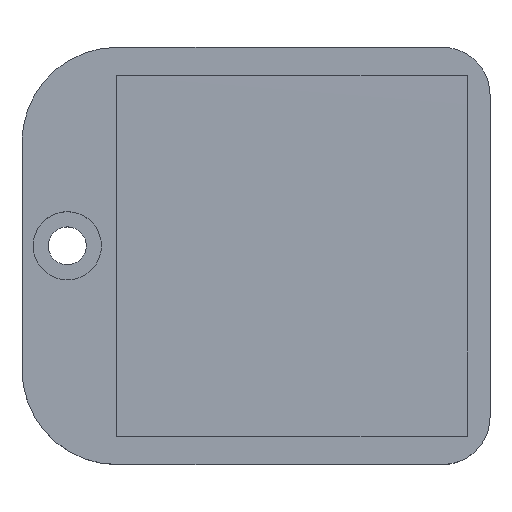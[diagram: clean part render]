
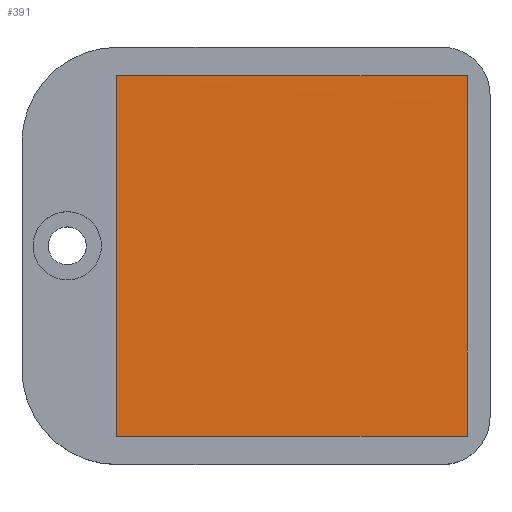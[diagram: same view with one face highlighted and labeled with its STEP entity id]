
A CAD part, top view. The second image highlights one B-rep face of the part: STEP entity #391.
In plain terms, the highlighted planar face has unit normal (0, 0, 1).
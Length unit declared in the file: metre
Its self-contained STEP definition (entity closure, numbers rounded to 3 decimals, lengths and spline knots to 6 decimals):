
#92=ORIENTED_EDGE('',*,*,#167,.T.);
#93=ORIENTED_EDGE('',*,*,#182,.T.);
#94=ORIENTED_EDGE('',*,*,#169,.T.);
#95=ORIENTED_EDGE('',*,*,#151,.F.);
#96=ORIENTED_EDGE('',*,*,#148,.F.);
#97=ORIENTED_EDGE('',*,*,#144,.T.);
#144=EDGE_CURVE('',#197,#198,#233,.T.);
#148=EDGE_CURVE('',#197,#201,#237,.T.);
#151=EDGE_CURVE('',#201,#203,#240,.T.);
#167=EDGE_CURVE('',#198,#217,#256,.T.);
#169=EDGE_CURVE('',#219,#203,#258,.T.);
#182=EDGE_CURVE('',#217,#219,#261,.T.);
#197=VERTEX_POINT('',#581);
#198=VERTEX_POINT('',#582);
#201=VERTEX_POINT('',#590);
#203=VERTEX_POINT('',#596);
#217=VERTEX_POINT('',#629);
#219=VERTEX_POINT('',#634);
#233=LINE('',#580,#274);
#237=LINE('',#589,#278);
#240=LINE('',#595,#281);
#256=LINE('',#631,#297);
#258=LINE('',#633,#299);
#261=LINE('',#653,#302);
#274=VECTOR('',#464,1.);
#278=VECTOR('',#470,1.);
#281=VECTOR('',#475,1.);
#297=VECTOR('',#499,1.);
#299=VECTOR('',#501,1.);
#302=VECTOR('',#530,1.);
#321=EDGE_LOOP('',(#92,#93,#94,#95,#96,#97));
#350=FACE_BOUND('',#321,.T.);
#375=PLANE('',#436);
#391=ADVANCED_FACE('',(#350),#375,.T.);
#436=AXIS2_PLACEMENT_3D('',#652,#528,#529);
#464=DIRECTION('',(1.,0.,0.));
#470=DIRECTION('',(0.,1.,0.));
#475=DIRECTION('',(1.,0.,0.));
#499=DIRECTION('',(0.,1.,0.));
#501=DIRECTION('',(0.,1.,0.));
#528=DIRECTION('',(0.,0.,1.));
#529=DIRECTION('',(1.,0.,0.));
#530=DIRECTION('',(0.,1.,0.));
#580=CARTESIAN_POINT('',(0.0061,0.041991,0.001));
#581=CARTESIAN_POINT('',(-0.00315,0.041991,0.001));
#582=CARTESIAN_POINT('',(0.01535,0.041991,0.001));
#589=CARTESIAN_POINT('',(-0.00315,0.051491,0.001));
#590=CARTESIAN_POINT('',(-0.00315,0.060991,0.001));
#595=CARTESIAN_POINT('',(0.0061,0.060991,0.001));
#596=CARTESIAN_POINT('',(0.01535,0.060991,0.001));
#629=CARTESIAN_POINT('',(0.01535,0.044091,0.001004));
#631=CARTESIAN_POINT('',(0.01535,0.051491,0.001));
#633=CARTESIAN_POINT('',(0.01535,0.051491,0.001));
#634=CARTESIAN_POINT('',(0.01535,0.059491,0.001004));
#652=CARTESIAN_POINT('',(0.00421,0.051491,0.001));
#653=CARTESIAN_POINT('',(0.01535,0.051491,0.001));
